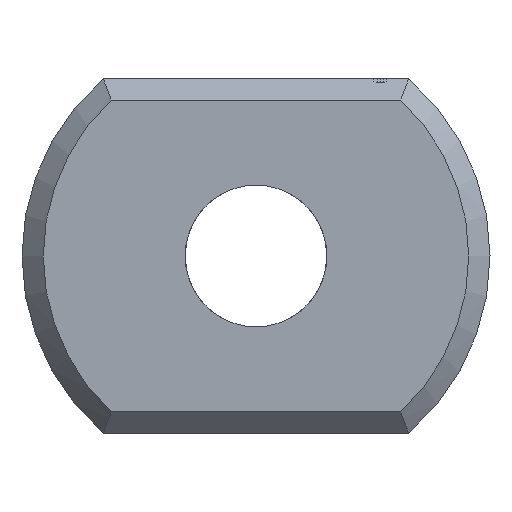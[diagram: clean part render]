
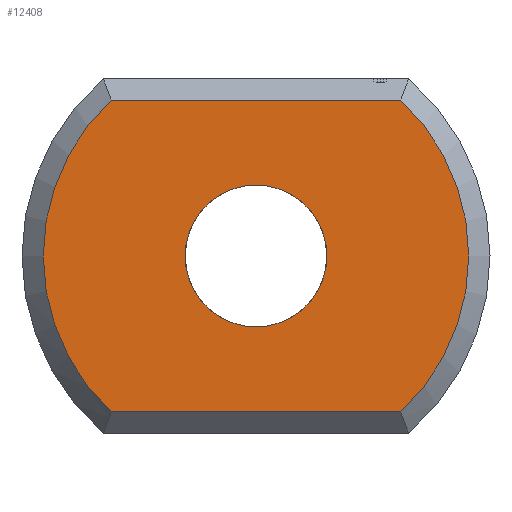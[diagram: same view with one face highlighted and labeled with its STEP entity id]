
A CAD part, left-side view. The second image highlights one B-rep face of the part: STEP entity #12408.
In plain terms, the highlighted planar face has unit normal (-1, 0, 0).
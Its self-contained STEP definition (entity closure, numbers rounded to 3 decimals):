
#298 = PLANE('',#299);
#299 = AXIS2_PLACEMENT_3D('',#300,#301,#302);
#300 = CARTESIAN_POINT('',(0.15,-2.154,-2.35));
#301 = DIRECTION('',(-0.707,0.,-0.707));
#302 = DIRECTION('',(0.,-1.,0.));
#725 = CONICAL_SURFACE('',#726,3.3,0.785);
#726 = AXIS2_PLACEMENT_3D('',#727,#728,#729);
#727 = CARTESIAN_POINT('',(0.3,0.,0.));
#728 = DIRECTION('',(1.,0.,0.));
#729 = DIRECTION('',(0.,0.653,-0.758));
#872 = CONICAL_SURFACE('',#873,3.3,0.785);
#873 = AXIS2_PLACEMENT_3D('',#874,#875,#876);
#874 = CARTESIAN_POINT('',(0.3,0.,0.));
#875 = DIRECTION('',(1.,0.,0.));
#876 = DIRECTION('',(0.,-0.653,0.758));
#909 = VERTEX_POINT('',#910);
#910 = CARTESIAN_POINT('',(0.,-2.04,-2.2));
#937 = VERTEX_POINT('',#938);
#938 = CARTESIAN_POINT('',(0.,2.04,-2.2));
#963 = EDGE_CURVE('',#909,#937,#964,.T.);
#964 = SURFACE_CURVE('',#965,(#969,#976),.PCURVE_S1.);
#965 = LINE('',#966,#967);
#966 = CARTESIAN_POINT('',(0.,-2.154,-2.2));
#967 = VECTOR('',#968,1.);
#968 = DIRECTION('',(0.,1.,0.));
#969 = PCURVE('',#298,#970);
#970 = DEFINITIONAL_REPRESENTATION('',(#971),#975);
#971 = LINE('',#972,#973);
#972 = CARTESIAN_POINT('',(0.,0.212));
#973 = VECTOR('',#974,1.);
#974 = DIRECTION('',(-1.,0.));
#975 = ( GEOMETRIC_REPRESENTATION_CONTEXT(2) 
PARAMETRIC_REPRESENTATION_CONTEXT() REPRESENTATION_CONTEXT('2D SPACE',''
  ) );
#976 = PCURVE('',#977,#982);
#977 = PLANE('',#978);
#978 = AXIS2_PLACEMENT_3D('',#979,#980,#981);
#979 = CARTESIAN_POINT('',(0.,0.,
    0.));
#980 = DIRECTION('',(1.,0.,0.));
#981 = DIRECTION('',(0.,0.,1.));
#982 = DEFINITIONAL_REPRESENTATION('',(#983),#987);
#983 = LINE('',#984,#985);
#984 = CARTESIAN_POINT('',(-2.2,2.154));
#985 = VECTOR('',#986,1.);
#986 = DIRECTION('',(0.,-1.));
#987 = ( GEOMETRIC_REPRESENTATION_CONTEXT(2) 
PARAMETRIC_REPRESENTATION_CONTEXT() REPRESENTATION_CONTEXT('2D SPACE',''
  ) );
#1826 = PLANE('',#1827);
#1827 = AXIS2_PLACEMENT_3D('',#1828,#1829,#1830);
#1828 = CARTESIAN_POINT('',(0.15,-2.154,2.35));
#1829 = DIRECTION('',(0.707,0.,-0.707
    ));
#1830 = DIRECTION('',(0.,-1.,0.));
#12195 = VERTEX_POINT('',#12196);
#12196 = CARTESIAN_POINT('',(0.,2.04,2.2));
#12221 = EDGE_CURVE('',#937,#12195,#12222,.T.);
#12222 = SURFACE_CURVE('',#12223,(#12228,#12235),.PCURVE_S1.);
#12223 = CIRCLE('',#12224,3.);
#12224 = AXIS2_PLACEMENT_3D('',#12225,#12226,#12227);
#12225 = CARTESIAN_POINT('',(0.,0.,
    0.));
#12226 = DIRECTION('',(1.,0.,0.));
#12227 = DIRECTION('',(0.,0.653,-0.758)
  );
#12228 = PCURVE('',#725,#12229);
#12229 = DEFINITIONAL_REPRESENTATION('',(#12230),#12234);
#12230 = LINE('',#12231,#12232);
#12231 = CARTESIAN_POINT('',(0.,-0.3));
#12232 = VECTOR('',#12233,1.);
#12233 = DIRECTION('',(1.,-0.));
#12234 = ( GEOMETRIC_REPRESENTATION_CONTEXT(2) 
PARAMETRIC_REPRESENTATION_CONTEXT() REPRESENTATION_CONTEXT('2D SPACE',''
  ) );
#12235 = PCURVE('',#977,#12236);
#12236 = DEFINITIONAL_REPRESENTATION('',(#12237),#12241);
#12237 = CIRCLE('',#12238,3.);
#12238 = AXIS2_PLACEMENT_2D('',#12239,#12240);
#12239 = CARTESIAN_POINT('',(0.,0.));
#12240 = DIRECTION('',(-0.758,-0.653));
#12241 = ( GEOMETRIC_REPRESENTATION_CONTEXT(2) 
PARAMETRIC_REPRESENTATION_CONTEXT() REPRESENTATION_CONTEXT('2D SPACE',''
  ) );
#12359 = VERTEX_POINT('',#12360);
#12360 = CARTESIAN_POINT('',(0.,-2.04,2.2));
#12387 = EDGE_CURVE('',#12359,#909,#12388,.T.);
#12388 = SURFACE_CURVE('',#12389,(#12394,#12401),.PCURVE_S1.);
#12389 = CIRCLE('',#12390,3.);
#12390 = AXIS2_PLACEMENT_3D('',#12391,#12392,#12393);
#12391 = CARTESIAN_POINT('',(0.,0.,
    0.));
#12392 = DIRECTION('',(1.,0.,0.));
#12393 = DIRECTION('',(0.,-0.653,0.758)
  );
#12394 = PCURVE('',#872,#12395);
#12395 = DEFINITIONAL_REPRESENTATION('',(#12396),#12400);
#12396 = LINE('',#12397,#12398);
#12397 = CARTESIAN_POINT('',(0.,-0.3));
#12398 = VECTOR('',#12399,1.);
#12399 = DIRECTION('',(1.,-0.));
#12400 = ( GEOMETRIC_REPRESENTATION_CONTEXT(2) 
PARAMETRIC_REPRESENTATION_CONTEXT() REPRESENTATION_CONTEXT('2D SPACE',''
  ) );
#12401 = PCURVE('',#977,#12402);
#12402 = DEFINITIONAL_REPRESENTATION('',(#12403),#12407);
#12403 = CIRCLE('',#12404,3.);
#12404 = AXIS2_PLACEMENT_2D('',#12405,#12406);
#12405 = CARTESIAN_POINT('',(0.,0.));
#12406 = DIRECTION('',(0.758,0.653));
#12407 = ( GEOMETRIC_REPRESENTATION_CONTEXT(2) 
PARAMETRIC_REPRESENTATION_CONTEXT() REPRESENTATION_CONTEXT('2D SPACE',''
  ) );
#12408 = ADVANCED_FACE('',(#12409,#12435),#977,.F.);
#12409 = FACE_BOUND('',#12410,.F.);
#12410 = EDGE_LOOP('',(#12411,#12412,#12433,#12434));
#12411 = ORIENTED_EDGE('',*,*,#12221,.T.);
#12412 = ORIENTED_EDGE('',*,*,#12413,.F.);
#12413 = EDGE_CURVE('',#12359,#12195,#12414,.T.);
#12414 = SURFACE_CURVE('',#12415,(#12419,#12426),.PCURVE_S1.);
#12415 = LINE('',#12416,#12417);
#12416 = CARTESIAN_POINT('',(0.,-2.154,2.2));
#12417 = VECTOR('',#12418,1.);
#12418 = DIRECTION('',(0.,1.,0.));
#12419 = PCURVE('',#977,#12420);
#12420 = DEFINITIONAL_REPRESENTATION('',(#12421),#12425);
#12421 = LINE('',#12422,#12423);
#12422 = CARTESIAN_POINT('',(2.2,2.154));
#12423 = VECTOR('',#12424,1.);
#12424 = DIRECTION('',(0.,-1.));
#12425 = ( GEOMETRIC_REPRESENTATION_CONTEXT(2) 
PARAMETRIC_REPRESENTATION_CONTEXT() REPRESENTATION_CONTEXT('2D SPACE',''
  ) );
#12426 = PCURVE('',#1826,#12427);
#12427 = DEFINITIONAL_REPRESENTATION('',(#12428),#12432);
#12428 = LINE('',#12429,#12430);
#12429 = CARTESIAN_POINT('',(0.,0.212));
#12430 = VECTOR('',#12431,1.);
#12431 = DIRECTION('',(-1.,0.));
#12432 = ( GEOMETRIC_REPRESENTATION_CONTEXT(2) 
PARAMETRIC_REPRESENTATION_CONTEXT() REPRESENTATION_CONTEXT('2D SPACE',''
  ) );
#12433 = ORIENTED_EDGE('',*,*,#12387,.T.);
#12434 = ORIENTED_EDGE('',*,*,#963,.T.);
#12435 = FACE_BOUND('',#12436,.T.);
#12436 = EDGE_LOOP('',(#12437));
#12437 = ORIENTED_EDGE('',*,*,#12438,.T.);
#12438 = EDGE_CURVE('',#12439,#12439,#12441,.T.);
#12439 = VERTEX_POINT('',#12440);
#12440 = CARTESIAN_POINT('',(0.,1.,0.));
#12441 = SURFACE_CURVE('',#12442,(#12447,#12454),.PCURVE_S1.);
#12442 = CIRCLE('',#12443,1.);
#12443 = AXIS2_PLACEMENT_3D('',#12444,#12445,#12446);
#12444 = CARTESIAN_POINT('',(0.,0.,0.));
#12445 = DIRECTION('',(1.,0.,0.));
#12446 = DIRECTION('',(0.,1.,0.));
#12447 = PCURVE('',#977,#12448);
#12448 = DEFINITIONAL_REPRESENTATION('',(#12449),#12453);
#12449 = CIRCLE('',#12450,1.);
#12450 = AXIS2_PLACEMENT_2D('',#12451,#12452);
#12451 = CARTESIAN_POINT('',(0.,0.));
#12452 = DIRECTION('',(0.,-1.));
#12453 = ( GEOMETRIC_REPRESENTATION_CONTEXT(2) 
PARAMETRIC_REPRESENTATION_CONTEXT() REPRESENTATION_CONTEXT('2D SPACE',''
  ) );
#12454 = PCURVE('',#12455,#12460);
#12455 = CYLINDRICAL_SURFACE('',#12456,1.);
#12456 = AXIS2_PLACEMENT_3D('',#12457,#12458,#12459);
#12457 = CARTESIAN_POINT('',(0.,0.,0.));
#12458 = DIRECTION('',(-1.,0.,0.));
#12459 = DIRECTION('',(0.,1.,0.));
#12460 = DEFINITIONAL_REPRESENTATION('',(#12461),#12465);
#12461 = LINE('',#12462,#12463);
#12462 = CARTESIAN_POINT('',(-0.,0.));
#12463 = VECTOR('',#12464,1.);
#12464 = DIRECTION('',(-1.,0.));
#12465 = ( GEOMETRIC_REPRESENTATION_CONTEXT(2) 
PARAMETRIC_REPRESENTATION_CONTEXT() REPRESENTATION_CONTEXT('2D SPACE',''
  ) );
